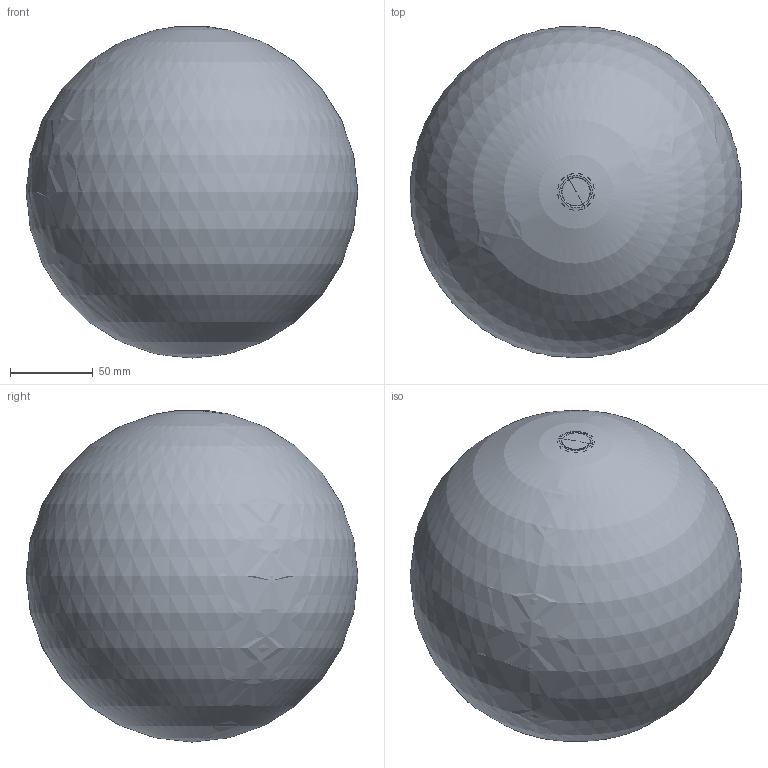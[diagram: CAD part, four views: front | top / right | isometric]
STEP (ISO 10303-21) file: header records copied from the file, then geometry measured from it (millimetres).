
FILE_DESCRIPTION((''),'2;1');
FILE_NAME('676000HF_ALLCATPART_SW0001','2017-07-10T',('sparenzan'),(''),'CREO PARAMETRIC BY PTC INC, 2016050','CREO PARAMETRIC BY PTC INC, 2016050','');
FILE_SCHEMA(('CONFIG_CONTROL_DESIGN'));
Products named in the file (1): 676000HF_ALLCATPART_SW0001
Bounding box: 199.88 x 199.94 x 200 mm (x, y, z)
Surface area: 291143.8 mm2 (no closed solid volume)
Topology: 0 solids, 0 shells, 651 faces, 2941 edges, 2873 vertices
Faces by surface type: bspline 563, torus 60, sphere 28
Entity records: 57662 total; most frequent: CARTESIAN_POINT 33722, DIRECTION 3332, DEFINITIONAL_REPRESENTATION 2845, PCURVE 2845, COMPOSITE_CURVE_SEGMENT 2845, TRIMMED_CURVE 2819, VECTOR 2482, LINE 2482
